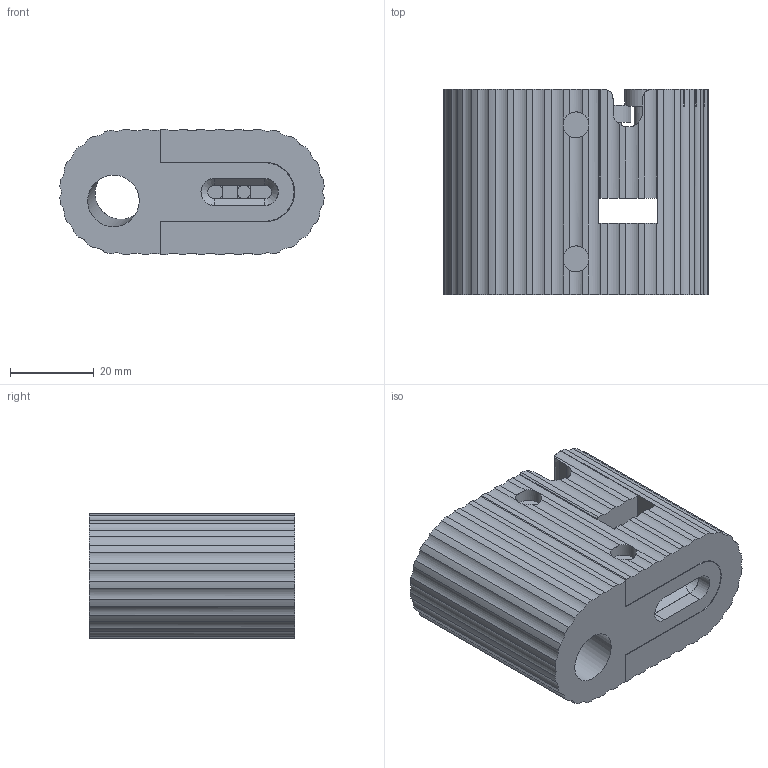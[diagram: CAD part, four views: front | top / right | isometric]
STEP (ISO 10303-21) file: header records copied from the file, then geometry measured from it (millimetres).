
FILE_DESCRIPTION (( 'STEP AP214' ), '1' );
FILE_NAME ('Bottle_Cutter_5_4_2022.STEP', '2022-05-04T19:52:46', ( '' ), ( '' ), 'SwSTEP 2.0', 'SolidWorks 2020', '' );
FILE_SCHEMA (( 'AUTOMOTIVE_DESIGN' ));
Length unit declared in the file: millimetre
Products named in the file (1): Bottle_Cutter_5_4_2022
Bounding box: 63.12 x 49 x 30 mm (x, y, z)
Volume: 68595 mm3; surface area: 27426.3 mm2
Topology: 8 solids, 8 shells, 379 faces, 1050 edges, 691 vertices
Faces by surface type: plane 250, cylinder 121, bspline 6, cone 2
Full cylindrical faces by diameter (mm): 2.8 x2, 2.9 x2, 3 x2, 3.2 x2, 4 x4, 5.5 x2, 6.2 x2, 10 x2, 12.3 x1
Entity records: 13098 total; most frequent: CARTESIAN_POINT 3215, DIRECTION 2051, ORIENTED_EDGE 2046, EDGE_CURVE 1023, AXIS2_PLACEMENT_3D 709, VERTEX_POINT 684, LINE 633, VECTOR 633
